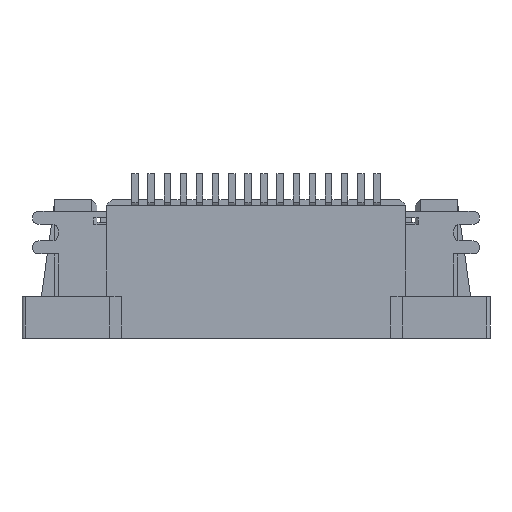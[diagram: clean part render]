
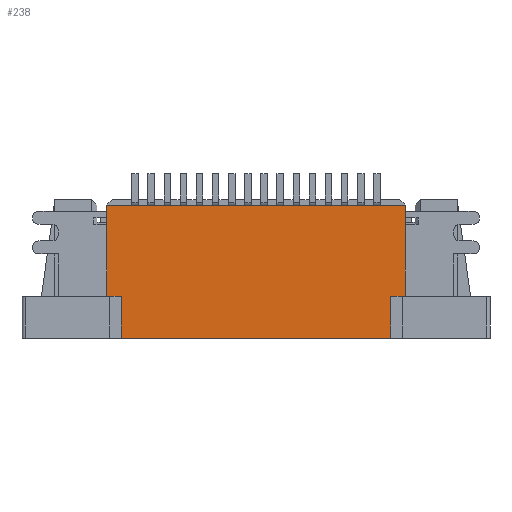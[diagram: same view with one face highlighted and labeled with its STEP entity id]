
A CAD part, front view. The second image highlights one B-rep face of the part: STEP entity #238.
In plain terms, the highlighted planar face has unit normal (0, -1, 0).
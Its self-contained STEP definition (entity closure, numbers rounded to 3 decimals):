
#238=ADVANCED_FACE('',(#1014),#1015,.F.);
#1014=FACE_OUTER_BOUND('',#2482,.T.);
#1015=PLANE('',#2483);
#2482=EDGE_LOOP('',(#4297,#4298,#4299,#4300,#4301,#4302,#4303,#4304));
#2483=AXIS2_PLACEMENT_3D('',#4305,#4306,#4307);
#4297=ORIENTED_EDGE('',*,*,#10519,.F.);
#4298=ORIENTED_EDGE('',*,*,#10597,.T.);
#4299=ORIENTED_EDGE('',*,*,#10598,.F.);
#4300=ORIENTED_EDGE('',*,*,#10599,.T.);
#4301=ORIENTED_EDGE('',*,*,#10600,.F.);
#4302=ORIENTED_EDGE('',*,*,#10532,.F.);
#4303=ORIENTED_EDGE('',*,*,#10601,.T.);
#4304=ORIENTED_EDGE('',*,*,#10602,.T.);
#4305=CARTESIAN_POINT('',(-6.23,-1.0,4.3));
#4306=DIRECTION('',(0.,1.0,0.));
#4307=DIRECTION('',(1.0,0.,0.));
#10519=EDGE_CURVE('',#12780,#12782,#12783,.T.);
#10532=EDGE_CURVE('',#12806,#12808,#12809,.T.);
#10597=EDGE_CURVE('',#12780,#12937,#12938,.T.);
#10598=EDGE_CURVE('',#12939,#12937,#12940,.T.);
#10599=EDGE_CURVE('',#12939,#12941,#12942,.T.);
#10600=EDGE_CURVE('',#12808,#12941,#12943,.T.);
#10601=EDGE_CURVE('',#12806,#12944,#12945,.T.);
#10602=EDGE_CURVE('',#12944,#12782,#12946,.T.);
#12780=VERTEX_POINT('',#16464);
#12782=VERTEX_POINT('',#16467);
#12783=LINE('',#16468,#16469);
#12806=VERTEX_POINT('',#16503);
#12808=VERTEX_POINT('',#16506);
#12809=LINE('',#16507,#16508);
#12937=VERTEX_POINT('',#16700);
#12938=LINE('',#16701,#16702);
#12939=VERTEX_POINT('',#16703);
#12940=LINE('',#16704,#16705);
#12941=VERTEX_POINT('',#16706);
#12942=LINE('',#16707,#16708);
#12943=LINE('',#16709,#16710);
#12944=VERTEX_POINT('',#16711);
#12945=LINE('',#16712,#16713);
#12946=LINE('',#16714,#16715);
#16464=CARTESIAN_POINT('',(4.625,-1.0,4.1));
#16467=CARTESIAN_POINT('',(4.625,-1.,1.3));
#16468=CARTESIAN_POINT('',(4.625,-1.0,4.3));
#16469=VECTOR('',#21723,1000.0);
#16503=CARTESIAN_POINT('',(4.175,-1.0,0.0));
#16506=CARTESIAN_POINT('',(-4.175,-1.0,0.0));
#16507=CARTESIAN_POINT('',(4.175,-1.0,0.0));
#16508=VECTOR('',#21736,1000.0);
#16700=CARTESIAN_POINT('',(-4.625,-1.0,4.1));
#16701=CARTESIAN_POINT('',(-6.23,-1.0,4.1));
#16702=VECTOR('',#21801,1000.0);
#16703=CARTESIAN_POINT('',(-4.625,-1.,1.3));
#16704=CARTESIAN_POINT('',(-4.625,-1.,-9.032));
#16705=VECTOR('',#21802,1000.0);
#16706=CARTESIAN_POINT('',(-4.175,-1.0,1.3));
#16707=CARTESIAN_POINT('',(-6.23,-1.0,1.3));
#16708=VECTOR('',#21803,1000.0);
#16709=CARTESIAN_POINT('',(-4.175,-1.0,0.0));
#16710=VECTOR('',#21804,1000.0);
#16711=CARTESIAN_POINT('',(4.175,-1.0,1.3));
#16712=CARTESIAN_POINT('',(4.175,-1.0,0.0));
#16713=VECTOR('',#21805,1000.0);
#16714=CARTESIAN_POINT('',(-6.23,-1.0,1.3));
#16715=VECTOR('',#21806,1000.0);
#21723=DIRECTION('',(0.,0.,-1.0));
#21736=DIRECTION('',(-1.0,0.,0.));
#21801=DIRECTION('',(-1.0,0.,0.));
#21802=DIRECTION('',(0.,0.,1.0));
#21803=DIRECTION('',(1.0,0.,0.));
#21804=DIRECTION('',(0.,0.,1.0));
#21805=DIRECTION('',(0.,0.,1.0));
#21806=DIRECTION('',(1.0,0.,0.));
